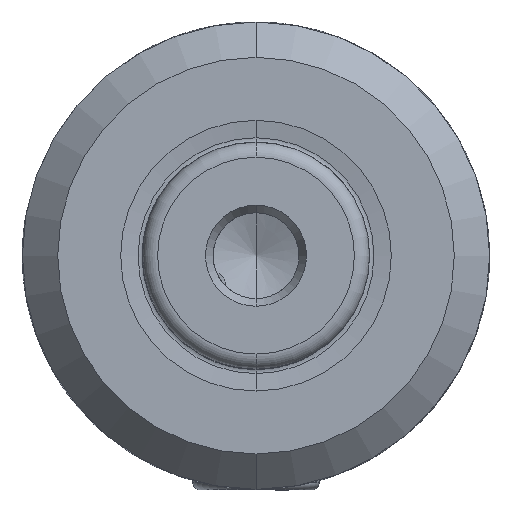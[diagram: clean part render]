
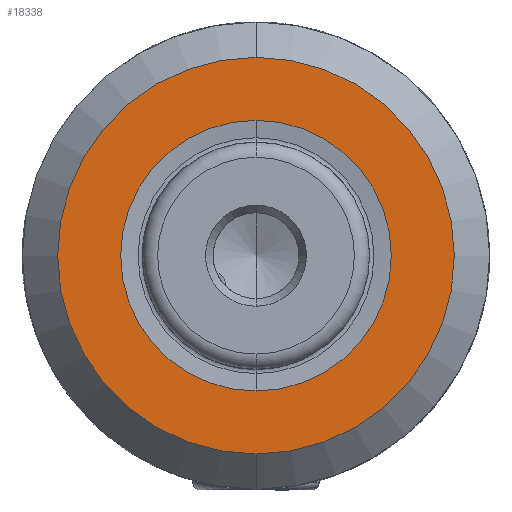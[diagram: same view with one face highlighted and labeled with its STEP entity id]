
A CAD part, left-side view. The second image highlights one B-rep face of the part: STEP entity #18338.
In plain terms, the highlighted planar face has unit normal (-1, 0, 0).
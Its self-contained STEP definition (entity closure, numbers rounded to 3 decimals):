
#181 = CARTESIAN_POINT ( 'NONE',  ( -62., 0., 0. ) ) ;
#379 = DIRECTION ( 'NONE',  ( 0., 0., 1. ) ) ;
#411 = EDGE_CURVE ( 'NONE', #17724, #24923, #17779, .T. ) ;
#747 = AXIS2_PLACEMENT_3D ( 'NONE', #6889, #27095, #2271 ) ;
#986 = CARTESIAN_POINT ( 'NONE',  ( -62., 0., -15.7 ) ) ;
#2271 = DIRECTION ( 'NONE',  ( 0., 0., 1. ) ) ;
#2364 = DIRECTION ( 'NONE',  ( 0., 0., 1. ) ) ;
#4450 = DIRECTION ( 'NONE',  ( -1., 0., 0. ) ) ;
#5421 = ORIENTED_EDGE ( 'NONE', *, *, #29341, .F. ) ;
#6548 = AXIS2_PLACEMENT_3D ( 'NONE', #23416, #14599, #9742 ) ;
#6826 = AXIS2_PLACEMENT_3D ( 'NONE', #181, #20738, #379 ) ;
#6889 = CARTESIAN_POINT ( 'NONE',  ( -62., 0., 0. ) ) ;
#7168 = CIRCLE ( 'NONE', #747, 15.7 ) ;
#9742 = DIRECTION ( 'NONE',  ( 0., 0., 1. ) ) ;
#12161 = CIRCLE ( 'NONE', #6826, 10.715 ) ;
#12223 = ORIENTED_EDGE ( 'NONE', *, *, #12446, .F. ) ;
#12446 = EDGE_CURVE ( 'NONE', #17396, #26980, #12161, .T. ) ;
#14229 = DIRECTION ( 'NONE',  ( 0., 0., -1. ) ) ;
#14308 = AXIS2_PLACEMENT_3D ( 'NONE', #18772, #25530, #14229 ) ;
#14599 = DIRECTION ( 'NONE',  ( -1., 0., 0. ) ) ;
#15993 = CARTESIAN_POINT ( 'NONE',  ( -62., 0., 0. ) ) ;
#16574 = FACE_OUTER_BOUND ( 'NONE', #20788, .T. ) ;
#17396 = VERTEX_POINT ( 'NONE', #19902 ) ;
#17612 = AXIS2_PLACEMENT_3D ( 'NONE', #15993, #4450, #2364 ) ;
#17724 = VERTEX_POINT ( 'NONE', #19465 ) ;
#17779 = CIRCLE ( 'NONE', #17612, 15.7 ) ;
#18338 = ADVANCED_FACE ( 'NONE', ( #28992, #16574 ), #27592, .F. ) ;
#18772 = CARTESIAN_POINT ( 'NONE',  ( -62., 10.715, 0. ) ) ;
#19465 = CARTESIAN_POINT ( 'NONE',  ( -62., 0., 15.7 ) ) ;
#19902 = CARTESIAN_POINT ( 'NONE',  ( -62., 0., -10.715 ) ) ;
#20202 = EDGE_LOOP ( 'NONE', ( #5421, #12223 ) ) ;
#20355 = CIRCLE ( 'NONE', #6548, 10.715 ) ;
#20738 = DIRECTION ( 'NONE',  ( -1., 0., 0. ) ) ;
#20788 = EDGE_LOOP ( 'NONE', ( #22044, #25459 ) ) ;
#22044 = ORIENTED_EDGE ( 'NONE', *, *, #23618, .T. ) ;
#23416 = CARTESIAN_POINT ( 'NONE',  ( -62., 0., 0. ) ) ;
#23618 = EDGE_CURVE ( 'NONE', #24923, #17724, #7168, .T. ) ;
#24923 = VERTEX_POINT ( 'NONE', #986 ) ;
#25459 = ORIENTED_EDGE ( 'NONE', *, *, #411, .T. ) ;
#25530 = DIRECTION ( 'NONE',  ( 1., 0., 0. ) ) ;
#26980 = VERTEX_POINT ( 'NONE', #27654 ) ;
#27095 = DIRECTION ( 'NONE',  ( -1., 0., 0. ) ) ;
#27592 = PLANE ( 'NONE',  #14308 ) ;
#27654 = CARTESIAN_POINT ( 'NONE',  ( -62., 0., 10.715 ) ) ;
#28992 = FACE_BOUND ( 'NONE', #20202, .T. ) ;
#29341 = EDGE_CURVE ( 'NONE', #26980, #17396, #20355, .T. ) ;
